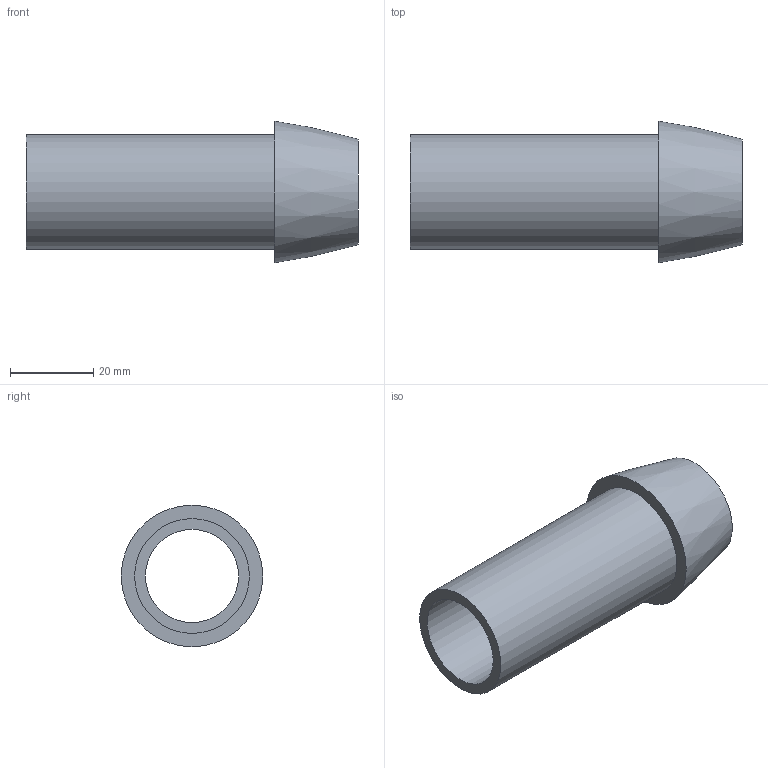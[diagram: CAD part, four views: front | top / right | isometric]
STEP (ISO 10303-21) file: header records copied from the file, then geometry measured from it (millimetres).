
FILE_DESCRIPTION(/* description */ (''),/* implementation_level */ '2;1');
FILE_NAME(/* name */ 'P_Fuselage_body_pipe_alternative.stp',/* time_stamp */ '2025-09-17T20:48:15+02:00',/* author */ ('FAL'),/* organization */ (''),/* preprocessor_version */ 'ST-DEVELOPER v20.1',/* originating_system */ 'Autodesk Inventor 2026',/* authorisation */ '');
FILE_SCHEMA (('AUTOMOTIVE_DESIGN { 1 0 10303 214 3 1 1 }'));
Length unit declared in the file: millimetre
Products named in the file (1): P_Fuselage_body_pipe_alternative
Bounding box: 79.8 x 34 x 34 mm (x, y, z)
Volume: 18722.6 mm3; surface area: 13365.7 mm2
Topology: 1 solids, 1 shells, 6 faces, 9 edges, 6 vertices
Faces by surface type: plane 3, cylinder 2, bspline 1
Full cylindrical faces by diameter (mm): 22.4 x1, 27.6 x1
Entity records: 217 total; most frequent: CARTESIAN_POINT 50, DIRECTION 26, ORIENTED_EDGE 18, AXIS2_PLACEMENT_3D 12, EDGE_LOOP 9, EDGE_CURVE 9, FACE_OUTER_BOUND 6, CIRCLE 6
